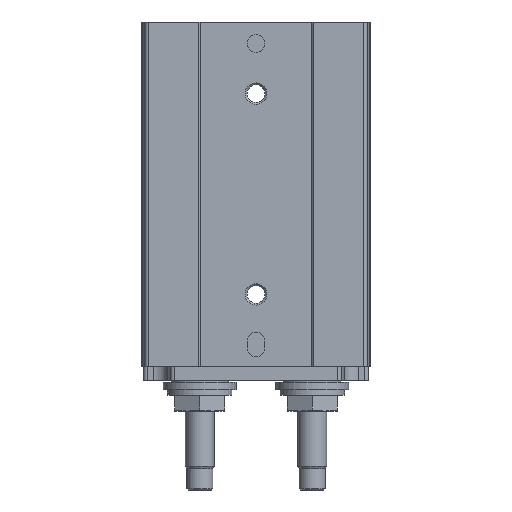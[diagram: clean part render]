
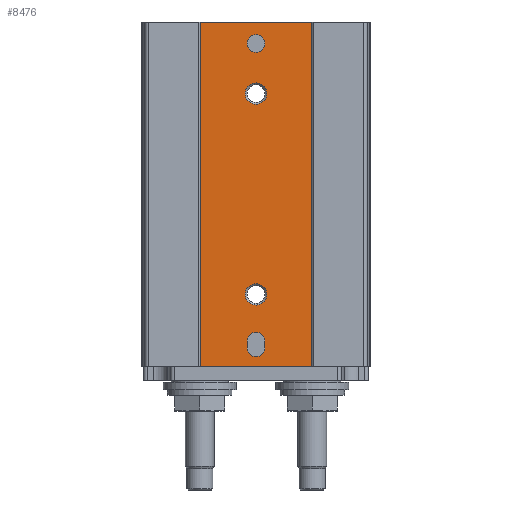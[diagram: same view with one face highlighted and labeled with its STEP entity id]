
A CAD part, front view. The second image highlights one B-rep face of the part: STEP entity #8476.
In plain terms, the highlighted planar face has unit normal (0, -1, 0).
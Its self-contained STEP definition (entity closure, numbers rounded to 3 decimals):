
#72=PLANE('',#9068);
#371=LINE('',#12872,#1109);
#372=LINE('',#12877,#1110);
#373=LINE('',#12881,#1111);
#374=LINE('',#12888,#1112);
#375=LINE('',#12890,#1113);
#376=LINE('',#12892,#1114);
#1109=VECTOR('',#10087,1000.);
#1110=VECTOR('',#10092,1000.);
#1111=VECTOR('',#10095,1000.);
#1112=VECTOR('',#10102,1000.);
#1113=VECTOR('',#10103,1000.);
#1114=VECTOR('',#10104,1000.);
#2095=ORIENTED_EDGE('',*,*,#4541,.T.);
#2096=ORIENTED_EDGE('',*,*,#4542,.T.);
#2097=ORIENTED_EDGE('',*,*,#4543,.T.);
#2098=ORIENTED_EDGE('',*,*,#4544,.T.);
#2099=ORIENTED_EDGE('',*,*,#4545,.F.);
#2100=ORIENTED_EDGE('',*,*,#4546,.T.);
#2101=ORIENTED_EDGE('',*,*,#4547,.T.);
#2102=ORIENTED_EDGE('',*,*,#4548,.F.);
#2103=ORIENTED_EDGE('',*,*,#4540,.F.);
#2104=ORIENTED_EDGE('',*,*,#4549,.T.);
#2105=ORIENTED_EDGE('',*,*,#4550,.T.);
#4540=EDGE_CURVE('',#5761,#5760,#371,.T.);
#4541=EDGE_CURVE('',#5762,#5763,#6592,.F.);
#4542=EDGE_CURVE('',#5763,#5764,#372,.T.);
#4543=EDGE_CURVE('',#5764,#5765,#6593,.F.);
#4544=EDGE_CURVE('',#5765,#5762,#373,.T.);
#4545=EDGE_CURVE('',#5766,#5766,#6594,.T.);
#4546=EDGE_CURVE('',#5767,#5767,#6595,.T.);
#4547=EDGE_CURVE('',#5768,#5768,#6596,.T.);
#4548=EDGE_CURVE('',#5760,#5769,#374,.T.);
#4549=EDGE_CURVE('',#5761,#5770,#375,.T.);
#4550=EDGE_CURVE('',#5770,#5769,#376,.T.);
#5760=VERTEX_POINT('',#12869);
#5761=VERTEX_POINT('',#12871);
#5762=VERTEX_POINT('',#12875);
#5763=VERTEX_POINT('',#12876);
#5764=VERTEX_POINT('',#12878);
#5765=VERTEX_POINT('',#12880);
#5766=VERTEX_POINT('',#12883);
#5767=VERTEX_POINT('',#12885);
#5768=VERTEX_POINT('',#12887);
#5769=VERTEX_POINT('',#12889);
#5770=VERTEX_POINT('',#12891);
#6592=CIRCLE('',#9069,1.25);
#6593=CIRCLE('',#9070,1.25);
#6594=CIRCLE('',#9071,1.25);
#6595=CIRCLE('',#9072,1.5);
#6596=CIRCLE('',#9073,1.5);
#7039=EDGE_LOOP('',(#2095,#2096,#2097,#2098));
#7040=EDGE_LOOP('',(#2099));
#7041=EDGE_LOOP('',(#2100));
#7042=EDGE_LOOP('',(#2101));
#7043=EDGE_LOOP('',(#2102,#2103,#2104,#2105));
#7721=FACE_BOUND('',#7039,.T.);
#7722=FACE_BOUND('',#7040,.T.);
#7723=FACE_BOUND('',#7041,.T.);
#7724=FACE_BOUND('',#7042,.T.);
#7725=FACE_BOUND('',#7043,.T.);
#8476=ADVANCED_FACE('',(#7721,#7722,#7723,#7724,#7725),#72,.T.);
#9068=AXIS2_PLACEMENT_3D('',#12873,#10088,#10089);
#9069=AXIS2_PLACEMENT_3D('',#12874,#10090,#10091);
#9070=AXIS2_PLACEMENT_3D('',#12879,#10093,#10094);
#9071=AXIS2_PLACEMENT_3D('',#12882,#10096,#10097);
#9072=AXIS2_PLACEMENT_3D('',#12884,#10098,#10099);
#9073=AXIS2_PLACEMENT_3D('',#12886,#10100,#10101);
#10087=DIRECTION('',(0.,0.,1.));
#10088=DIRECTION('',(0.,-1.,0.));
#10089=DIRECTION('',(1.,0.,0.));
#10090=DIRECTION('',(0.,-1.,0.));
#10091=DIRECTION('',(1.,0.,0.));
#10092=DIRECTION('',(0.,0.,1.));
#10093=DIRECTION('',(0.,-1.,0.));
#10094=DIRECTION('',(1.,0.,0.));
#10095=DIRECTION('',(0.,0.,-1.));
#10096=DIRECTION('',(0.,-1.,0.));
#10097=DIRECTION('',(0.,0.,-1.));
#10098=DIRECTION('',(0.,1.,0.));
#10099=DIRECTION('',(0.,0.,1.));
#10100=DIRECTION('',(0.,1.,0.));
#10101=DIRECTION('',(0.,0.,1.));
#10102=DIRECTION('',(1.,0.,0.));
#10103=DIRECTION('',(1.,0.,0.));
#10104=DIRECTION('',(0.,0.,1.));
#12869=CARTESIAN_POINT('',(-7.8,0.2,0.));
#12871=CARTESIAN_POINT('',(-7.8,0.2,-48.));
#12872=CARTESIAN_POINT('',(-7.8,0.2,-48.));
#12873=CARTESIAN_POINT('',(-7.8,0.2,-48.));
#12874=CARTESIAN_POINT('',(0.,0.2,-45.45));
#12875=CARTESIAN_POINT('',(1.25,0.2,-45.45));
#12876=CARTESIAN_POINT('',(-1.25,0.2,-45.45));
#12877=CARTESIAN_POINT('',(-1.25,0.2,-48.));
#12878=CARTESIAN_POINT('',(-1.25,0.2,-44.55));
#12879=CARTESIAN_POINT('',(0.,0.2,-44.55));
#12880=CARTESIAN_POINT('',(1.25,0.2,-44.55));
#12881=CARTESIAN_POINT('',(1.25,0.2,-48.));
#12882=CARTESIAN_POINT('',(0.,0.2,-3.));
#12883=CARTESIAN_POINT('',(0.,0.2,-4.25));
#12884=CARTESIAN_POINT('',(0.,0.2,-38.));
#12885=CARTESIAN_POINT('',(0.,0.2,-36.5));
#12886=CARTESIAN_POINT('',(0.,0.2,-10.));
#12887=CARTESIAN_POINT('',(0.,0.2,-8.5));
#12888=CARTESIAN_POINT('',(-7.8,0.2,0.));
#12889=CARTESIAN_POINT('',(7.8,0.2,0.));
#12890=CARTESIAN_POINT('',(-7.8,0.2,-48.));
#12891=CARTESIAN_POINT('',(7.8,0.2,-48.));
#12892=CARTESIAN_POINT('',(7.8,0.2,-48.));
